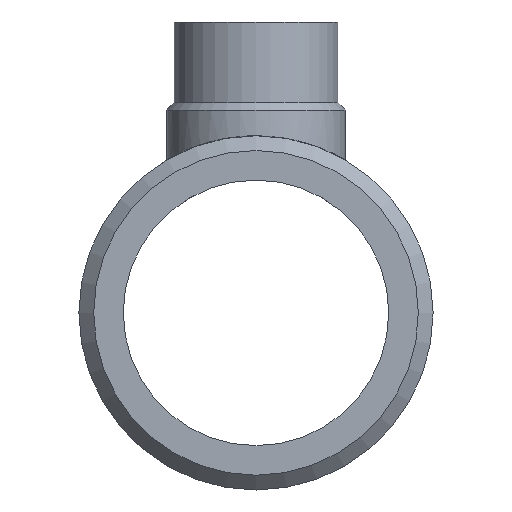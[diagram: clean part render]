
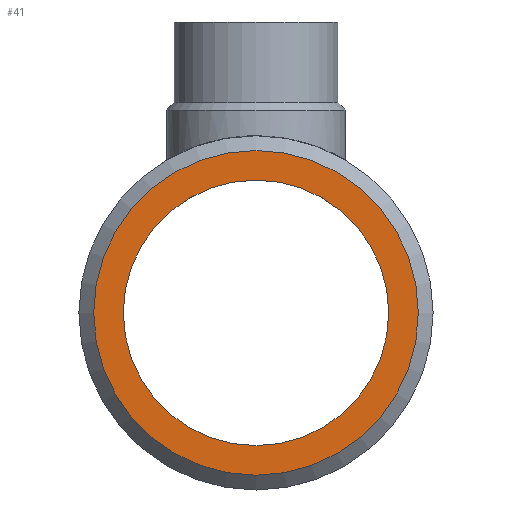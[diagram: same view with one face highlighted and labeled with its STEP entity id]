
A CAD part, left-side view. The second image highlights one B-rep face of the part: STEP entity #41.
In plain terms, the highlighted planar face has unit normal (-1, 0, 0).
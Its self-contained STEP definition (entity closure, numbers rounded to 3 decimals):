
#41 = ADVANCED_FACE( '', ( #88, #89 ), #90, .F. );
#88 = FACE_OUTER_BOUND( '', #149, .T. );
#89 = FACE_BOUND( '', #150, .T. );
#90 = PLANE( '', #151 );
#149 = EDGE_LOOP( '', ( #208 ) );
#150 = EDGE_LOOP( '', ( #209 ) );
#151 = AXIS2_PLACEMENT_3D( '', #210, #211, #212 );
#208 = ORIENTED_EDGE( '', *, *, #282, .F. );
#209 = ORIENTED_EDGE( '', *, *, #283, .F. );
#210 = CARTESIAN_POINT( '', ( -280., 0., 0. ) );
#211 = DIRECTION( '', ( 1., 0., 0. ) );
#212 = DIRECTION( '', ( 0., 0., -1. ) );
#282 = EDGE_CURVE( '', #313, #313, #314, .T. );
#283 = EDGE_CURVE( '', #315, #315, #316, .F. );
#313 = VERTEX_POINT( '', #354 );
#314 = CIRCLE( '', #355, 62.5 );
#315 = VERTEX_POINT( '', #356 );
#316 = CIRCLE( '', #357, 51.1 );
#354 = CARTESIAN_POINT( '', ( -280., 0., -62.5 ) );
#355 = AXIS2_PLACEMENT_3D( '', #654, #655, #656 );
#356 = CARTESIAN_POINT( '', ( -280., 0., -51.1 ) );
#357 = AXIS2_PLACEMENT_3D( '', #657, #658, #659 );
#654 = CARTESIAN_POINT( '', ( -280., 0., 0. ) );
#655 = DIRECTION( '', ( 1., 0., 0. ) );
#656 = DIRECTION( '', ( 0., 0., -1. ) );
#657 = CARTESIAN_POINT( '', ( -280., 0., 0. ) );
#658 = DIRECTION( '', ( 1., 0., 0. ) );
#659 = DIRECTION( '', ( 0., 0., -1. ) );
